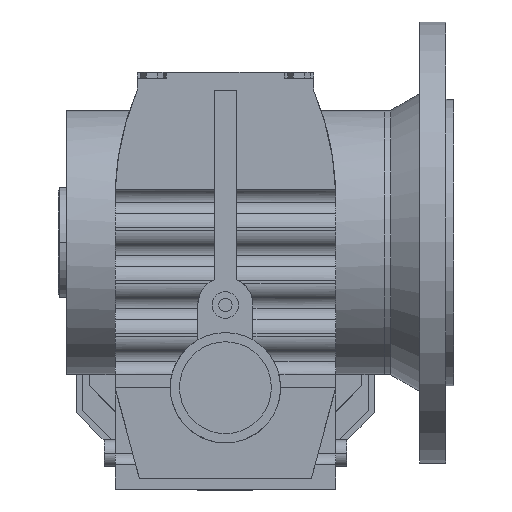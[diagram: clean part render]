
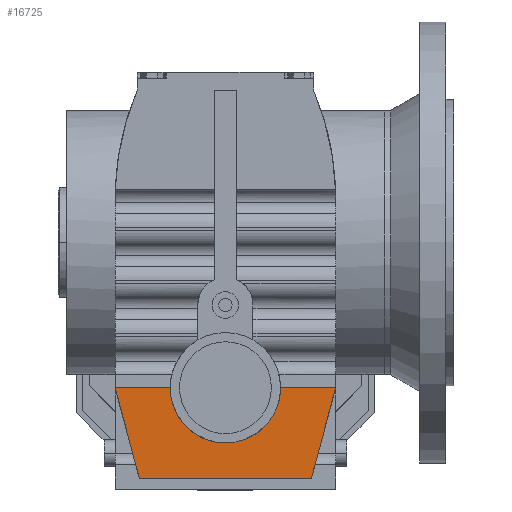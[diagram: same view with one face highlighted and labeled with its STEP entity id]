
A CAD part, top view. The second image highlights one B-rep face of the part: STEP entity #16725.
In plain terms, the highlighted planar face has unit normal (0, -0.024, 1).
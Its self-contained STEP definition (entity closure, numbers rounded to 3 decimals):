
#4887 = VERTEX_POINT('',#4888);
#4888 = CARTESIAN_POINT('',(50.,-45.933,175.5));
#4902 = PLANE('',#4903);
#4903 = AXIS2_PLACEMENT_3D('',#4904,#4905,#4906);
#4904 = CARTESIAN_POINT('',(50.,97.,175.5));
#4905 = DIRECTION('',(0.,0.,-1.));
#4906 = DIRECTION('',(0.,1.,0.));
#4930 = PLANE('',#4931);
#4931 = AXIS2_PLACEMENT_3D('',#4932,#4933,#4934);
#4932 = CARTESIAN_POINT('',(50.,-45.933,-3.));
#4933 = DIRECTION('',(0.966,-0.259,0.));
#4934 = DIRECTION('',(0.259,0.966,0.));
#7555 = VERTEX_POINT('',#7556);
#7556 = CARTESIAN_POINT('',(25.,-45.933,175.5));
#7588 = EDGE_CURVE('',#4887,#7555,#7589,.T.);
#7589 = SURFACE_CURVE('',#7590,(#7594,#7601),.PCURVE_S1.);
#7590 = LINE('',#7591,#7592);
#7591 = CARTESIAN_POINT('',(50.,-45.933,175.5));
#7592 = VECTOR('',#7593,1.);
#7593 = DIRECTION('',(-1.,0.,0.));
#7594 = PCURVE('',#4902,#7595);
#7595 = DEFINITIONAL_REPRESENTATION('',(#7596),#7600);
#7596 = LINE('',#7597,#7598);
#7597 = CARTESIAN_POINT('',(-142.933,0.));
#7598 = VECTOR('',#7599,1.);
#7599 = DIRECTION('',(0.,-1.));
#7600 = ( GEOMETRIC_REPRESENTATION_CONTEXT(2) 
PARAMETRIC_REPRESENTATION_CONTEXT() REPRESENTATION_CONTEXT('2D SPACE',''
  ) );
#7601 = PCURVE('',#7602,#7607);
#7602 = PLANE('',#7603);
#7603 = AXIS2_PLACEMENT_3D('',#7604,#7605,#7606);
#7604 = CARTESIAN_POINT('',(50.,-87.,174.5));
#7605 = DIRECTION('',(0.,0.024,-1.));
#7606 = DIRECTION('',(0.,1.,0.024));
#7607 = DEFINITIONAL_REPRESENTATION('',(#7608),#7612);
#7608 = LINE('',#7609,#7610);
#7609 = CARTESIAN_POINT('',(41.079,0.));
#7610 = VECTOR('',#7611,1.);
#7611 = DIRECTION('',(0.,-1.));
#7612 = ( GEOMETRIC_REPRESENTATION_CONTEXT(2) 
PARAMETRIC_REPRESENTATION_CONTEXT() REPRESENTATION_CONTEXT('2D SPACE',''
  ) );
#8789 = PLANE('',#8790);
#8790 = AXIS2_PLACEMENT_3D('',#8791,#8792,#8793);
#8791 = CARTESIAN_POINT('',(-50.,-45.933,-3.));
#8792 = DIRECTION('',(-0.966,-0.259,0.));
#8793 = DIRECTION('',(0.259,-0.966,0.));
#8934 = PLANE('',#8935);
#8935 = AXIS2_PLACEMENT_3D('',#8936,#8937,#8938);
#8936 = CARTESIAN_POINT('',(50.,-87.,26.5));
#8937 = DIRECTION('',(0.,1.,0.));
#8938 = DIRECTION('',(0.,0.,1.));
#8972 = EDGE_CURVE('',#4887,#8973,#8975,.T.);
#8973 = VERTEX_POINT('',#8974);
#8974 = CARTESIAN_POINT('',(38.996,-87.,174.5));
#8975 = SURFACE_CURVE('',#8976,(#8980,#8987),.PCURVE_S1.);
#8976 = LINE('',#8977,#8978);
#8977 = CARTESIAN_POINT('',(39.733,-84.251,
    174.567));
#8978 = VECTOR('',#8979,1.);
#8979 = DIRECTION('',(-0.259,-0.966,
    -0.024));
#8980 = PCURVE('',#4930,#8981);
#8981 = DEFINITIONAL_REPRESENTATION('',(#8982),#8986);
#8982 = LINE('',#8983,#8984);
#8983 = CARTESIAN_POINT('',(-39.669,177.567));
#8984 = VECTOR('',#8985,1.);
#8985 = DIRECTION('',(-1.,-0.024));
#8986 = ( GEOMETRIC_REPRESENTATION_CONTEXT(2) 
PARAMETRIC_REPRESENTATION_CONTEXT() REPRESENTATION_CONTEXT('2D SPACE',''
  ) );
#8987 = PCURVE('',#7602,#8988);
#8988 = DEFINITIONAL_REPRESENTATION('',(#8989),#8993);
#8989 = LINE('',#8990,#8991);
#8990 = CARTESIAN_POINT('',(2.75,-10.267));
#8991 = VECTOR('',#8992,1.);
#8992 = DIRECTION('',(-0.966,-0.259));
#8993 = ( GEOMETRIC_REPRESENTATION_CONTEXT(2) 
PARAMETRIC_REPRESENTATION_CONTEXT() REPRESENTATION_CONTEXT('2D SPACE',''
  ) );
#16725 = ADVANCED_FACE('',(#16726),#7602,.F.);
#16726 = FACE_BOUND('',#16727,.T.);
#16727 = EDGE_LOOP('',(#16728,#16780,#16808,#16831,#16852,#16853));
#16728 = ORIENTED_EDGE('',*,*,#16729,.F.);
#16729 = EDGE_CURVE('',#16730,#7555,#16732,.T.);
#16730 = VERTEX_POINT('',#16731);
#16731 = CARTESIAN_POINT('',(-25.,-45.933,175.5));
#16732 = SURFACE_CURVE('',#16733,(#16738,#16746),.PCURVE_S1.);
#16733 = ( BOUNDED_CURVE() B_SPLINE_CURVE(3,(#16734,#16735,#16736,#16737
),.UNSPECIFIED.,.F.,.F.) B_SPLINE_CURVE_WITH_KNOTS((4,4),(4.712
,7.854),.PIECEWISE_BEZIER_KNOTS.) CURVE() 
GEOMETRIC_REPRESENTATION_ITEM() RATIONAL_B_SPLINE_CURVE((1.,
0.333,0.333,1.)) REPRESENTATION_ITEM('') );
#16734 = CARTESIAN_POINT('',(-25.,-45.933,175.5));
#16735 = CARTESIAN_POINT('',(-25.,-95.933,174.282));
#16736 = CARTESIAN_POINT('',(25.,-95.933,174.282));
#16737 = CARTESIAN_POINT('',(25.,-45.933,175.5));
#16738 = PCURVE('',#7602,#16739);
#16739 = DEFINITIONAL_REPRESENTATION('',(#16740),#16745);
#16740 = ( BOUNDED_CURVE() B_SPLINE_CURVE(3,(#16741,#16742,#16743,#16744
),.UNSPECIFIED.,.F.,.F.) B_SPLINE_CURVE_WITH_KNOTS((4,4),(4.712
,7.854),.PIECEWISE_BEZIER_KNOTS.) CURVE() 
GEOMETRIC_REPRESENTATION_ITEM() RATIONAL_B_SPLINE_CURVE((1.,
0.333,0.333,1.)) REPRESENTATION_ITEM('') );
#16741 = CARTESIAN_POINT('',(41.079,-75.));
#16742 = CARTESIAN_POINT('',(-8.936,-75.));
#16743 = CARTESIAN_POINT('',(-8.936,-25.));
#16744 = CARTESIAN_POINT('',(41.079,-25.));
#16745 = ( GEOMETRIC_REPRESENTATION_CONTEXT(2) 
PARAMETRIC_REPRESENTATION_CONTEXT() REPRESENTATION_CONTEXT('2D SPACE',''
  ) );
#16746 = PCURVE('',#16747,#16752);
#16747 = CYLINDRICAL_SURFACE('',#16748,25.);
#16748 = AXIS2_PLACEMENT_3D('',#16749,#16750,#16751);
#16749 = CARTESIAN_POINT('',(0.,-45.933,179.5));
#16750 = DIRECTION('',(0.,0.,-1.));
#16751 = DIRECTION('',(-1.,0.,0.));
#16752 = DEFINITIONAL_REPRESENTATION('',(#16753),#16779);
#16753 = B_SPLINE_CURVE_WITH_KNOTS('',3,(#16754,#16755,#16756,#16757,
    #16758,#16759,#16760,#16761,#16762,#16763,#16764,#16765,#16766,
    #16767,#16768,#16769,#16770,#16771,#16772,#16773,#16774,#16775,
    #16776,#16777,#16778),.UNSPECIFIED.,.F.,.F.,(4,1,1,1,1,1,1,1,1,1,1,1
    ,1,1,1,1,1,1,1,1,1,1,4),(4.712,4.855,
    4.998,5.141,5.284,5.426,
    5.569,5.712,5.855,5.998,
    6.14,6.283,6.426,6.569,
    6.712,6.854,6.997,7.14,
    7.283,7.426,7.568,7.711,
    7.854),.QUASI_UNIFORM_KNOTS.);
#16754 = CARTESIAN_POINT('',(6.283,4.));
#16755 = CARTESIAN_POINT('',(6.253,4.018));
#16756 = CARTESIAN_POINT('',(6.19,4.057));
#16757 = CARTESIAN_POINT('',(6.085,4.12));
#16758 = CARTESIAN_POINT('',(5.972,4.187));
#16759 = CARTESIAN_POINT('',(5.848,4.258));
#16760 = CARTESIAN_POINT('',(5.713,4.33));
#16761 = CARTESIAN_POINT('',(5.567,4.401));
#16762 = CARTESIAN_POINT('',(5.412,4.468));
#16763 = CARTESIAN_POINT('',(5.246,4.527));
#16764 = CARTESIAN_POINT('',(5.073,4.573));
#16765 = CARTESIAN_POINT('',(4.894,4.602));
#16766 = CARTESIAN_POINT('',(4.712,4.612));
#16767 = CARTESIAN_POINT('',(4.531,4.602));
#16768 = CARTESIAN_POINT('',(4.352,4.573));
#16769 = CARTESIAN_POINT('',(4.179,4.527));
#16770 = CARTESIAN_POINT('',(4.013,4.468));
#16771 = CARTESIAN_POINT('',(3.857,4.401));
#16772 = CARTESIAN_POINT('',(3.712,4.33));
#16773 = CARTESIAN_POINT('',(3.577,4.258));
#16774 = CARTESIAN_POINT('',(3.453,4.187));
#16775 = CARTESIAN_POINT('',(3.339,4.12));
#16776 = CARTESIAN_POINT('',(3.235,4.057));
#16777 = CARTESIAN_POINT('',(3.172,4.018));
#16778 = CARTESIAN_POINT('',(3.142,4.));
#16779 = ( GEOMETRIC_REPRESENTATION_CONTEXT(2) 
PARAMETRIC_REPRESENTATION_CONTEXT() REPRESENTATION_CONTEXT('2D SPACE',''
  ) );
#16780 = ORIENTED_EDGE('',*,*,#16781,.T.);
#16781 = EDGE_CURVE('',#16730,#16782,#16784,.T.);
#16782 = VERTEX_POINT('',#16783);
#16783 = CARTESIAN_POINT('',(-50.,-45.933,175.5));
#16784 = SURFACE_CURVE('',#16785,(#16789,#16796),.PCURVE_S1.);
#16785 = LINE('',#16786,#16787);
#16786 = CARTESIAN_POINT('',(50.,-45.933,175.5));
#16787 = VECTOR('',#16788,1.);
#16788 = DIRECTION('',(-1.,0.,0.));
#16789 = PCURVE('',#7602,#16790);
#16790 = DEFINITIONAL_REPRESENTATION('',(#16791),#16795);
#16791 = LINE('',#16792,#16793);
#16792 = CARTESIAN_POINT('',(41.079,0.));
#16793 = VECTOR('',#16794,1.);
#16794 = DIRECTION('',(0.,-1.));
#16795 = ( GEOMETRIC_REPRESENTATION_CONTEXT(2) 
PARAMETRIC_REPRESENTATION_CONTEXT() REPRESENTATION_CONTEXT('2D SPACE',''
  ) );
#16796 = PCURVE('',#16797,#16802);
#16797 = PLANE('',#16798);
#16798 = AXIS2_PLACEMENT_3D('',#16799,#16800,#16801);
#16799 = CARTESIAN_POINT('',(50.,97.,175.5));
#16800 = DIRECTION('',(0.,0.,-1.));
#16801 = DIRECTION('',(0.,1.,0.));
#16802 = DEFINITIONAL_REPRESENTATION('',(#16803),#16807);
#16803 = LINE('',#16804,#16805);
#16804 = CARTESIAN_POINT('',(-142.933,0.));
#16805 = VECTOR('',#16806,1.);
#16806 = DIRECTION('',(0.,-1.));
#16807 = ( GEOMETRIC_REPRESENTATION_CONTEXT(2) 
PARAMETRIC_REPRESENTATION_CONTEXT() REPRESENTATION_CONTEXT('2D SPACE',''
  ) );
#16808 = ORIENTED_EDGE('',*,*,#16809,.F.);
#16809 = EDGE_CURVE('',#16810,#16782,#16812,.T.);
#16810 = VERTEX_POINT('',#16811);
#16811 = CARTESIAN_POINT('',(-38.996,-87.,174.5));
#16812 = SURFACE_CURVE('',#16813,(#16817,#16824),.PCURVE_S1.);
#16813 = LINE('',#16814,#16815);
#16814 = CARTESIAN_POINT('',(-33.038,-109.237,
    173.959));
#16815 = VECTOR('',#16816,1.);
#16816 = DIRECTION('',(-0.259,0.966,
    0.024));
#16817 = PCURVE('',#7602,#16818);
#16818 = DEFINITIONAL_REPRESENTATION('',(#16819),#16823);
#16819 = LINE('',#16820,#16821);
#16820 = CARTESIAN_POINT('',(-22.243,-83.038));
#16821 = VECTOR('',#16822,1.);
#16822 = DIRECTION('',(0.966,-0.259));
#16823 = ( GEOMETRIC_REPRESENTATION_CONTEXT(2) 
PARAMETRIC_REPRESENTATION_CONTEXT() REPRESENTATION_CONTEXT('2D SPACE',''
  ) );
#16824 = PCURVE('',#8789,#16825);
#16825 = DEFINITIONAL_REPRESENTATION('',(#16826),#16830);
#16826 = LINE('',#16827,#16828);
#16827 = CARTESIAN_POINT('',(65.537,176.959));
#16828 = VECTOR('',#16829,1.);
#16829 = DIRECTION('',(-1.,0.024));
#16830 = ( GEOMETRIC_REPRESENTATION_CONTEXT(2) 
PARAMETRIC_REPRESENTATION_CONTEXT() REPRESENTATION_CONTEXT('2D SPACE',''
  ) );
#16831 = ORIENTED_EDGE('',*,*,#16832,.F.);
#16832 = EDGE_CURVE('',#8973,#16810,#16833,.T.);
#16833 = SURFACE_CURVE('',#16834,(#16838,#16845),.PCURVE_S1.);
#16834 = LINE('',#16835,#16836);
#16835 = CARTESIAN_POINT('',(50.,-87.,174.5));
#16836 = VECTOR('',#16837,1.);
#16837 = DIRECTION('',(-1.,0.,0.));
#16838 = PCURVE('',#7602,#16839);
#16839 = DEFINITIONAL_REPRESENTATION('',(#16840),#16844);
#16840 = LINE('',#16841,#16842);
#16841 = CARTESIAN_POINT('',(0.,0.));
#16842 = VECTOR('',#16843,1.);
#16843 = DIRECTION('',(0.,-1.));
#16844 = ( GEOMETRIC_REPRESENTATION_CONTEXT(2) 
PARAMETRIC_REPRESENTATION_CONTEXT() REPRESENTATION_CONTEXT('2D SPACE',''
  ) );
#16845 = PCURVE('',#8934,#16846);
#16846 = DEFINITIONAL_REPRESENTATION('',(#16847),#16851);
#16847 = LINE('',#16848,#16849);
#16848 = CARTESIAN_POINT('',(148.,0.));
#16849 = VECTOR('',#16850,1.);
#16850 = DIRECTION('',(0.,-1.));
#16851 = ( GEOMETRIC_REPRESENTATION_CONTEXT(2) 
PARAMETRIC_REPRESENTATION_CONTEXT() REPRESENTATION_CONTEXT('2D SPACE',''
  ) );
#16852 = ORIENTED_EDGE('',*,*,#8972,.F.);
#16853 = ORIENTED_EDGE('',*,*,#7588,.T.);
